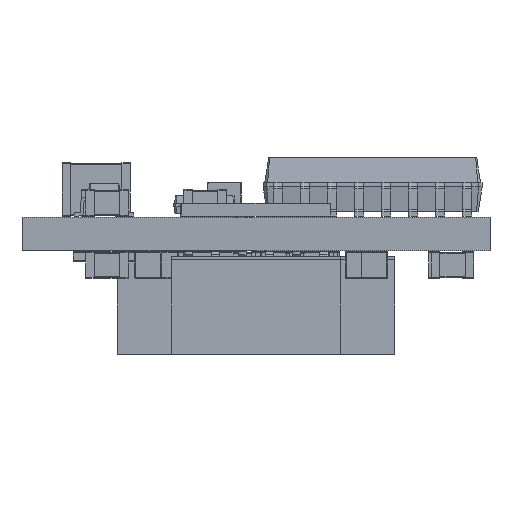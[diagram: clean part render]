
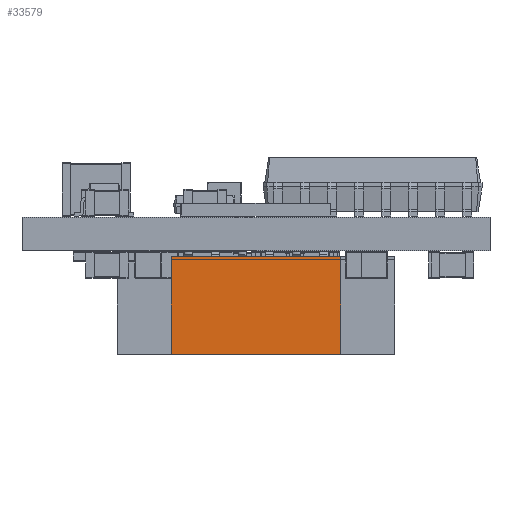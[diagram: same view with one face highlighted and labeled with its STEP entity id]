
A CAD part, front view. The second image highlights one B-rep face of the part: STEP entity #33579.
In plain terms, the highlighted face is planar.
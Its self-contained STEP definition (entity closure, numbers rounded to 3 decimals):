
#32756 = VERTEX_POINT('',#32757);
#32757 = CARTESIAN_POINT('',(-0.9,-3.985,0.225));
#32765 = EDGE_CURVE('',#32756,#32766,#32768,.T.);
#32766 = VERTEX_POINT('',#32767);
#32767 = CARTESIAN_POINT('',(-0.9,-3.985,4.825));
#32768 = LINE('',#32769,#32770);
#32769 = CARTESIAN_POINT('',(-0.9,-3.985,0.225));
#32770 = VECTOR('',#32771,1.);
#32771 = DIRECTION('',(0.,0.,1.));
#32828 = VERTEX_POINT('',#32829);
#32829 = CARTESIAN_POINT('',(-0.9,3.985,4.825));
#32835 = EDGE_CURVE('',#32836,#32828,#32838,.T.);
#32836 = VERTEX_POINT('',#32837);
#32837 = CARTESIAN_POINT('',(-0.9,3.985,0.225));
#32838 = LINE('',#32839,#32840);
#32839 = CARTESIAN_POINT('',(-0.9,3.985,0.225));
#32840 = VECTOR('',#32841,1.);
#32841 = DIRECTION('',(0.,0.,1.));
#32900 = EDGE_CURVE('',#32828,#32766,#32901,.T.);
#32901 = LINE('',#32902,#32903);
#32902 = CARTESIAN_POINT('',(-0.9,3.985,4.825));
#32903 = VECTOR('',#32904,1.);
#32904 = DIRECTION('',(0.,-1.,0.));
#33126 = EDGE_CURVE('',#32836,#32756,#33127,.T.);
#33127 = LINE('',#33128,#33129);
#33128 = CARTESIAN_POINT('',(-0.9,3.985,0.225));
#33129 = VECTOR('',#33130,1.);
#33130 = DIRECTION('',(0.,-1.,0.));
#33579 = ADVANCED_FACE('',(#33580),#33586,.F.);
#33580 = FACE_BOUND('',#33581,.F.);
#33581 = EDGE_LOOP('',(#33582,#33583,#33584,#33585));
#33582 = ORIENTED_EDGE('',*,*,#32835,.T.);
#33583 = ORIENTED_EDGE('',*,*,#32900,.T.);
#33584 = ORIENTED_EDGE('',*,*,#32765,.F.);
#33585 = ORIENTED_EDGE('',*,*,#33126,.F.);
#33586 = PLANE('',#33587);
#33587 = AXIS2_PLACEMENT_3D('',#33588,#33589,#33590);
#33588 = CARTESIAN_POINT('',(-0.9,3.985,0.225));
#33589 = DIRECTION('',(1.,0.,0.));
#33590 = DIRECTION('',(0.,-1.,0.));
